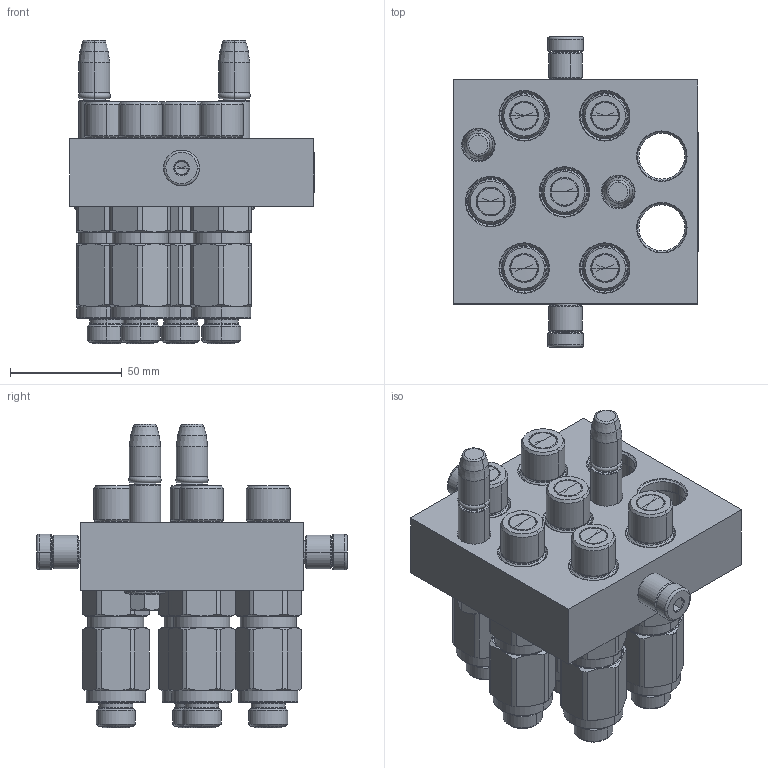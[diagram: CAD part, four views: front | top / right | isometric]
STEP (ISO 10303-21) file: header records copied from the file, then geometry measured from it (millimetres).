
FILE_DESCRIPTION (( 'STEP AP214' ), '1' );
FILE_NAME ('FASTER.step', '2022-12-04T19:12:03', ( '' ), ( '' ), 'SwSTEP 2.0', 'SolidWorks 2017', '' );
FILE_SCHEMA (( 'AUTOMOTIVE_DESIGN' ));
Length unit declared in the file: millimetre
Products named in the file (11): or2_62x9_19_m; 1540_080_0008_000; 4830_028_1000_011; 4830_013_3000_030; 4850_010_0000_000; et002; P5068_M_BASE; 4830_021_0000_000; 3ffnp3811_38sm; FASTER
Assembly tree (20 placements, depth 3):
  FASTER
    P5068_M_BASE
      4850_010_0000_000
      4830_021_0000_000  x2
      1540_080_0008_000  x2
      4830_013_3000_030  x2
      4830_028_1000_011  x2
      or2_62x9_19_m  x2
    3ffnp3811_38sm  x6
      3ffnp3811_38sm
    et002
Bounding box: 109.3 x 138.6 x 135.42 mm (x, y, z)
Volume: 2873.9 mm3; surface area: 145977.5 mm2
Topology: 5 solids, 82 shells, 2499 faces, 7166 edges, 4734 vertices
Faces by surface type: plane 1343, cone 446, cylinder 442, torus 194, bspline 74
Entity records: 53215 total; most frequent: CARTESIAN_POINT 13260, ORIENTED_EDGE 7830, DIRECTION 7245, EDGE_CURVE 4039, VECTOR 3087, LINE 3087, VERTEX_POINT 2650, AXIS2_PLACEMENT_3D 2079
